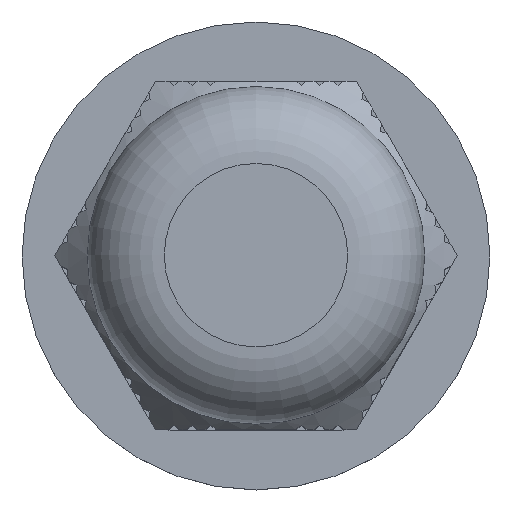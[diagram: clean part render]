
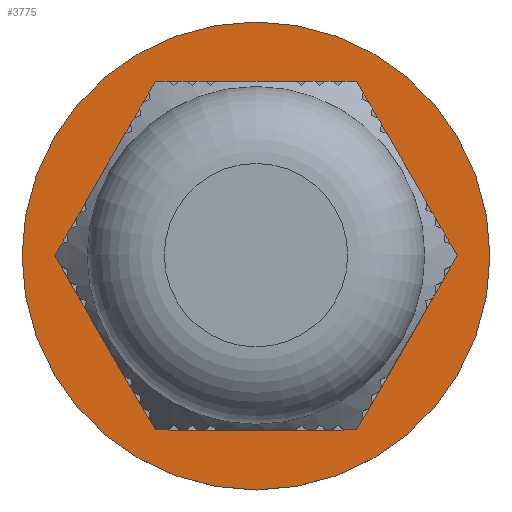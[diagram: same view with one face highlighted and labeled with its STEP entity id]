
A CAD part, top view. The second image highlights one B-rep face of the part: STEP entity #3775.
In plain terms, the highlighted planar face has unit normal (0, 0, 1).
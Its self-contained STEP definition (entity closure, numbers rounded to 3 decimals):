
#416=FACE_BOUND($,#429,.T.);
#417=FACE_BOUND($,#430,.T.);
#429=EDGE_LOOP($,(#2306,#2307,#2308,#2309,#2310,#2311,#2312,#2313,#2314,
#2315,#2316,#2317));
#430=EDGE_LOOP($,(#2318));
#644=CIRCLE($,#3982,1.5);
#645=CIRCLE($,#3983,1.5);
#646=CIRCLE($,#3984,1.5);
#647=CIRCLE($,#3985,1.5);
#648=CIRCLE($,#3986,1.5);
#649=CIRCLE($,#3987,1.5);
#650=CIRCLE($,#3988,12.75);
#705=LINE($,#5094,#1044);
#706=LINE($,#5098,#1045);
#707=LINE($,#5102,#1046);
#708=LINE($,#5106,#1047);
#709=LINE($,#5110,#1048);
#710=LINE($,#5114,#1049);
#1044=VECTOR($,#4241,9.238);
#1045=VECTOR($,#4244,9.238);
#1046=VECTOR($,#4247,9.238);
#1047=VECTOR($,#4250,9.238);
#1048=VECTOR($,#4253,9.238);
#1049=VECTOR($,#4256,9.238);
#1383=VERTEX_POINT($,#5092);
#1384=VERTEX_POINT($,#5093);
#1385=VERTEX_POINT($,#5095);
#1386=VERTEX_POINT($,#5097);
#1387=VERTEX_POINT($,#5099);
#1388=VERTEX_POINT($,#5101);
#1389=VERTEX_POINT($,#5103);
#1390=VERTEX_POINT($,#5105);
#1391=VERTEX_POINT($,#5107);
#1392=VERTEX_POINT($,#5109);
#1393=VERTEX_POINT($,#5111);
#1394=VERTEX_POINT($,#5113);
#1395=VERTEX_POINT($,#5116);
#1750=EDGE_CURVE($,#1383,#1384,#705,.T.);
#1751=EDGE_CURVE($,#1385,#1383,#644,.T.);
#1752=EDGE_CURVE($,#1386,#1385,#706,.T.);
#1753=EDGE_CURVE($,#1387,#1386,#645,.T.);
#1754=EDGE_CURVE($,#1388,#1387,#707,.T.);
#1755=EDGE_CURVE($,#1389,#1388,#646,.T.);
#1756=EDGE_CURVE($,#1390,#1389,#708,.T.);
#1757=EDGE_CURVE($,#1391,#1390,#647,.T.);
#1758=EDGE_CURVE($,#1392,#1391,#709,.T.);
#1759=EDGE_CURVE($,#1393,#1392,#648,.T.);
#1760=EDGE_CURVE($,#1394,#1393,#710,.T.);
#1761=EDGE_CURVE($,#1384,#1394,#649,.T.);
#1762=EDGE_CURVE($,#1395,#1395,#650,.T.);
#2306=ORIENTED_EDGE($,*,*,#1750,.F.);
#2307=ORIENTED_EDGE($,*,*,#1751,.F.);
#2308=ORIENTED_EDGE($,*,*,#1752,.F.);
#2309=ORIENTED_EDGE($,*,*,#1753,.F.);
#2310=ORIENTED_EDGE($,*,*,#1754,.F.);
#2311=ORIENTED_EDGE($,*,*,#1755,.F.);
#2312=ORIENTED_EDGE($,*,*,#1756,.F.);
#2313=ORIENTED_EDGE($,*,*,#1757,.F.);
#2314=ORIENTED_EDGE($,*,*,#1758,.F.);
#2315=ORIENTED_EDGE($,*,*,#1759,.F.);
#2316=ORIENTED_EDGE($,*,*,#1760,.F.);
#2317=ORIENTED_EDGE($,*,*,#1761,.F.);
#2318=ORIENTED_EDGE($,*,*,#1762,.T.);
#3418=PLANE($,#3981);
#3775=ADVANCED_FACE($,(#416,#417),#3418,.T.);
#3981=AXIS2_PLACEMENT_3D($,#5091,#4239,#4240);
#3982=AXIS2_PLACEMENT_3D($,#5096,#4242,#4243);
#3983=AXIS2_PLACEMENT_3D($,#5100,#4245,#4246);
#3984=AXIS2_PLACEMENT_3D($,#5104,#4248,#4249);
#3985=AXIS2_PLACEMENT_3D($,#5108,#4251,#4252);
#3986=AXIS2_PLACEMENT_3D($,#5112,#4254,#4255);
#3987=AXIS2_PLACEMENT_3D($,#5115,#4257,#4258);
#3988=AXIS2_PLACEMENT_3D($,#5117,#4259,#4260);
#4239=DIRECTION('center_axis',(0.,0.,
1.));
#4240=DIRECTION('ref_axis',(1.,0.,0.));
#4241=DIRECTION($,(0.5,-0.866,0.));
#4242=DIRECTION('center_axis',(0.,0.,1.));
#4243=DIRECTION('ref_axis',(-0.866,0.5,0.));
#4244=DIRECTION($,(-0.5,-0.866,0.));
#4245=DIRECTION('center_axis',(0.,0.,1.));
#4246=DIRECTION('ref_axis',(0.,1.,0.));
#4247=DIRECTION($,(-1.,0.,0.));
#4248=DIRECTION('center_axis',(0.,0.,1.));
#4249=DIRECTION('ref_axis',(0.866,0.5,0.));
#4250=DIRECTION($,(-0.5,0.866,0.));
#4251=DIRECTION('center_axis',(0.,0.,1.));
#4252=DIRECTION('ref_axis',(0.866,-0.5,0.));
#4253=DIRECTION($,(0.5,0.866,0.));
#4254=DIRECTION('center_axis',(0.,0.,1.));
#4255=DIRECTION('ref_axis',(0.,-1.,0.));
#4256=DIRECTION($,(1.,0.,0.));
#4257=DIRECTION('center_axis',(0.,0.,1.));
#4258=DIRECTION('ref_axis',(-0.866,-0.5,0.));
#4259=DIRECTION('center_axis',(0.,0.,
1.));
#4260=DIRECTION('ref_axis',(-1.,0.,0.));
#5091=CARTESIAN_POINT('Origin',(0.,0.,
1.3));
#5092=CARTESIAN_POINT('',(-10.537,-0.75,1.3));
#5093=CARTESIAN_POINT('',(-5.918,-8.75,1.3));
#5094=CARTESIAN_POINT($,(-10.537,-0.75,1.3));
#5095=CARTESIAN_POINT('',(-10.537,0.75,1.3));
#5096=CARTESIAN_POINT('Origin',(-9.238,0.,
1.3));
#5097=CARTESIAN_POINT('',(-5.918,8.75,1.3));
#5098=CARTESIAN_POINT($,(-5.918,8.75,1.3));
#5099=CARTESIAN_POINT('',(-4.619,9.5,1.3));
#5100=CARTESIAN_POINT('Origin',(-4.619,8.,1.3));
#5101=CARTESIAN_POINT('',(4.619,9.5,1.3));
#5102=CARTESIAN_POINT($,(4.619,9.5,1.3));
#5103=CARTESIAN_POINT('',(5.918,8.75,1.3));
#5104=CARTESIAN_POINT('Origin',(4.619,8.,1.3));
#5105=CARTESIAN_POINT('',(10.537,0.75,1.3));
#5106=CARTESIAN_POINT($,(10.537,0.75,1.3));
#5107=CARTESIAN_POINT('',(10.537,-0.75,1.3));
#5108=CARTESIAN_POINT('Origin',(9.238,0.,
1.3));
#5109=CARTESIAN_POINT('',(5.918,-8.75,1.3));
#5110=CARTESIAN_POINT($,(5.918,-8.75,1.3));
#5111=CARTESIAN_POINT('',(4.619,-9.5,1.3));
#5112=CARTESIAN_POINT('Origin',(4.619,-8.,1.3));
#5113=CARTESIAN_POINT('',(-4.619,-9.5,1.3));
#5114=CARTESIAN_POINT($,(-4.619,-9.5,1.3));
#5115=CARTESIAN_POINT('Origin',(-4.619,-8.,1.3));
#5116=CARTESIAN_POINT('',(12.75,0.,1.3));
#5117=CARTESIAN_POINT('Origin',(0.,0.,
1.3));
